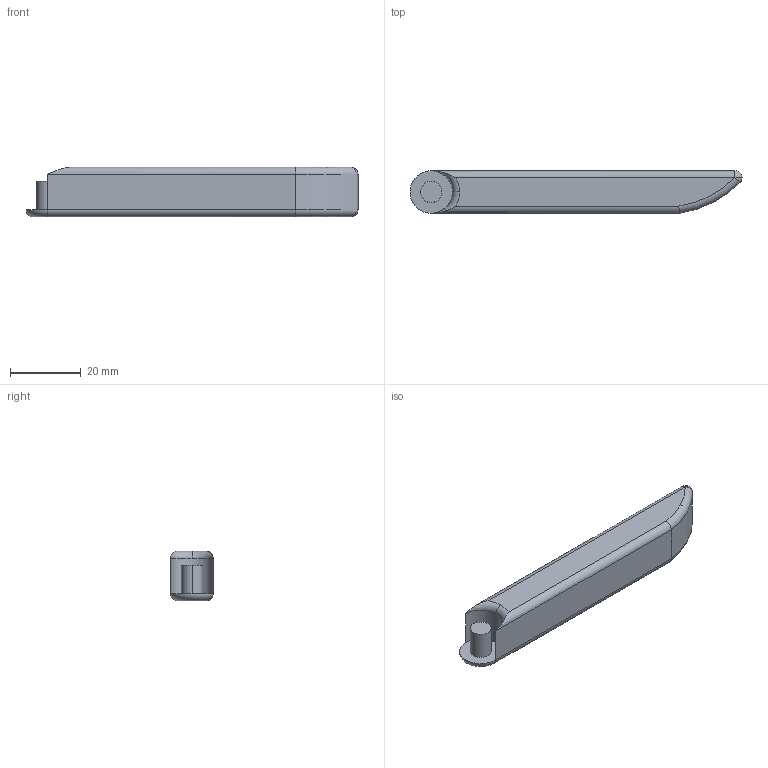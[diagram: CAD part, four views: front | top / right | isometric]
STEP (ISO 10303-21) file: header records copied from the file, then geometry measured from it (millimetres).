
FILE_DESCRIPTION (( 'STEP AP203' ), '1' );
FILE_NAME ('Part4_Default_sldprt.STEP', '2023-12-07T18:46:00', ( '' ), ( '' ), 'SwSTEP 2.0', 'SolidWorks 2020', '' );
FILE_SCHEMA (( 'CONFIG_CONTROL_DESIGN' ));
Length unit declared in the file: millimetre
Products named in the file (1): Part4_Default_sldprt
Bounding box: 93.65 x 12 x 14 mm (x, y, z)
Volume: 13222.5 mm3; surface area: 4677.2 mm2
Topology: 1 solids, 1 shells, 24 faces, 49 edges, 26 vertices
Faces by surface type: cylinder 9, plane 6, torus 5, sphere 4
Entity records: 742 total; most frequent: CARTESIAN_POINT 160, DIRECTION 121, ORIENTED_EDGE 94, AXIS2_PLACEMENT_3D 53, EDGE_CURVE 47, CIRCLE 28, VERTEX_POINT 26, EDGE_LOOP 25
